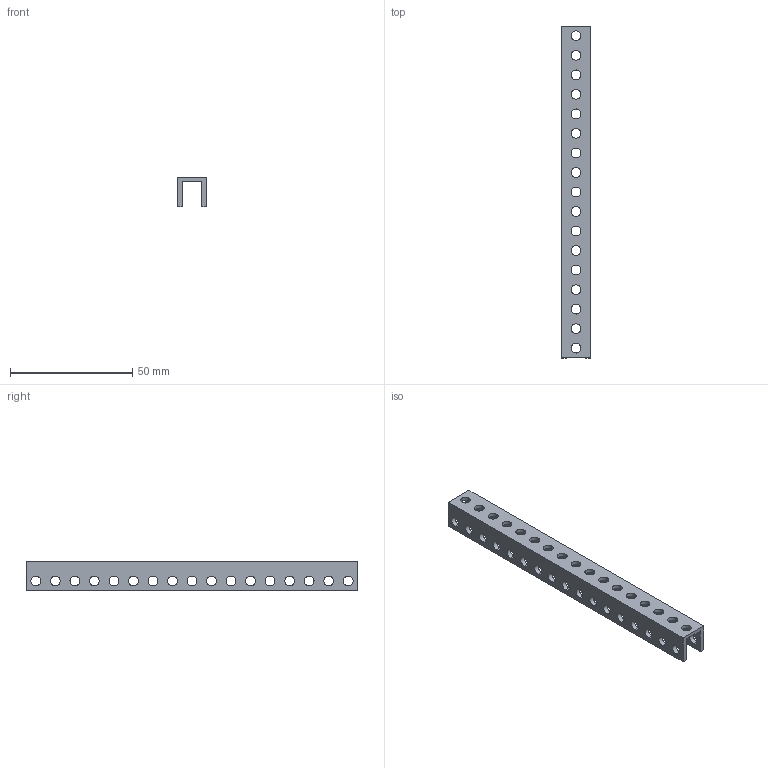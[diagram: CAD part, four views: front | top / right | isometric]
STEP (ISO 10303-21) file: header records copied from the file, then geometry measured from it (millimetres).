
FILE_DESCRIPTION (( 'STEP AP203' ), '1' );
FILE_NAME ('1101-0017-0136.STEP', '2017-03-30T14:13:06', ( '' ), ( '' ), 'SwSTEP 2.0', 'SolidWorks 2016', '' );
FILE_SCHEMA (( 'CONFIG_CONTROL_DESIGN' ));
Length unit declared in the file: millimetre
Products named in the file (1): 1101-0017-0136
Bounding box: 12 x 136 x 12 mm (x, y, z)
Volume: 6985 mm3; surface area: 9397.2 mm2
Topology: 1 solids, 1 shells, 112 faces, 330 edges, 220 vertices
Faces by surface type: cylinder 102, plane 10
Entity records: 4139 total; most frequent: DIRECTION 760, CARTESIAN_POINT 663, ORIENTED_EDGE 660, EDGE_CURVE 330, AXIS2_PLACEMENT_3D 317, VERTEX_POINT 220, EDGE_LOOP 214, CIRCLE 204
